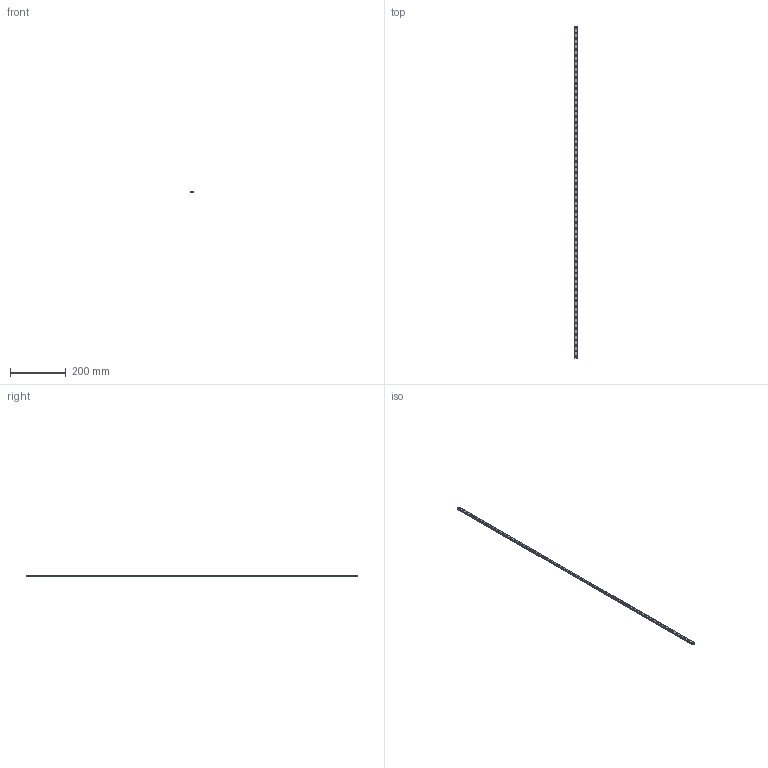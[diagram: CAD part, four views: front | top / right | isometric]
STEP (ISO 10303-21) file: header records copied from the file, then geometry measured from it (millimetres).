
FILE_DESCRIPTION(('STEP AP214'),'1');
FILE_NAME('cctmp_41F771B9-9A32-474D-B6E1-A03699324171_2021_02_18_14_22_45_0888..stp','2021-02-18T13:22:46',('HIWIN GmbH'),('CADClick - www.CADClick.com'),'Spatial InterOp 3D',' ','unknown authorization');
FILE_SCHEMA(('AUTOMOTIVE_DESIGN'));
Length unit declared in the file: millimetre
Products named in the file (1): MGNR09R1190CM_FILE
Bounding box: 9 x 1190 x 6.5 mm (x, y, z)
Volume: 58817.6 mm3; surface area: 48206.2 mm2
Topology: 1 solids, 1 shells, 635 faces, 1347 edges, 898 vertices
Faces by surface type: cylinder 376, plane 259
Entity records: 22537 total; most frequent: DIRECTION 3371, CARTESIAN_POINT 2881, ORIENTED_EDGE 2694, AXIS2_PLACEMENT_3D 1388, EDGE_CURVE 1347, VERTEX_POINT 898, EDGE_LOOP 819, CIRCLE 752
